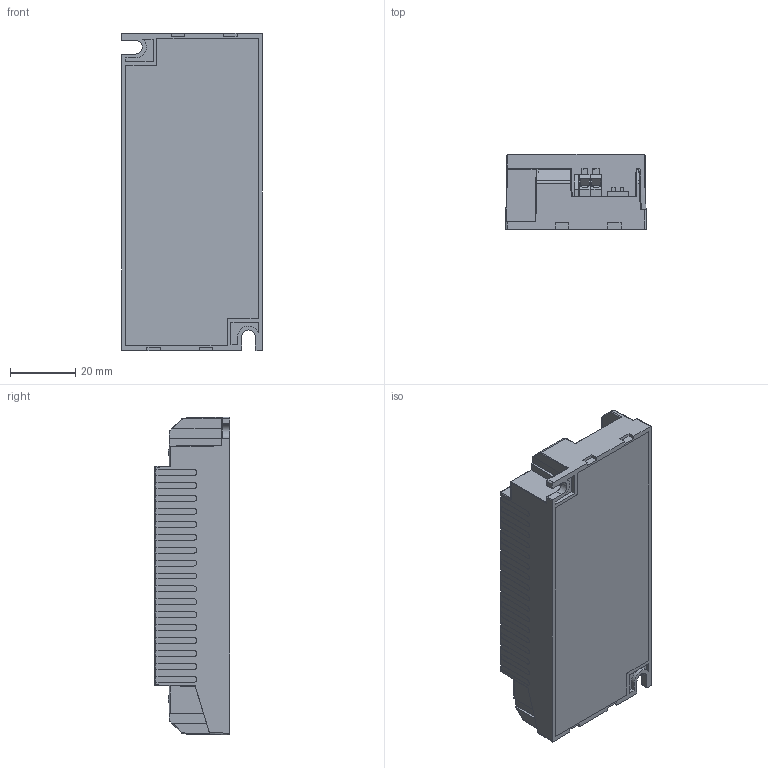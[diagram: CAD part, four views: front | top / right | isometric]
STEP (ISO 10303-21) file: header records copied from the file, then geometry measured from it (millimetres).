
FILE_DESCRIPTION(('Creo Elements/Direct Modeling STEP Export'),'2;1');
FILE_NAME('K107_Built-in.stp','2023-11-08T11:11:25',(''),(''),'Creo Elements/Direct Modeling STEP processor for AP214 (Solid Model)','Creo Elements/Direct Modeling 20.6 25-Mar-2023 (C) Parametric Technology GmbH','');
FILE_SCHEMA(('AUTOMOTIVE_DESIGN { 1 0 10303 214 1 1 1 1 }'));
Length unit declared in the file: millimetre
Products named in the file (4): case top; PCB; case bottom; K107_BUILT-IN.stp
Assembly tree (3 placements, depth 2):
  K107_BUILT-IN.stp
    case bottom
    PCB
    case top
Bounding box: 43 x 23 x 97 mm (x, y, z)
Volume: 24288.5 mm3; surface area: 38614.5 mm2
Topology: 3 solids, 4 shells, 3265 faces, 9103 edges, 6026 vertices
Faces by surface type: plane 2830, cylinder 247, extrusion 164, torus 22, sphere 2
Entity records: 116504 total; most frequent: CARTESIAN_POINT 20720, ORIENTED_EDGE 18202, DIRECTION 15411, EDGE_CURVE 9101, VECTOR 8287, LINE 8123, VERTEX_POINT 6026, AXIS2_PLACEMENT_3D 3562
